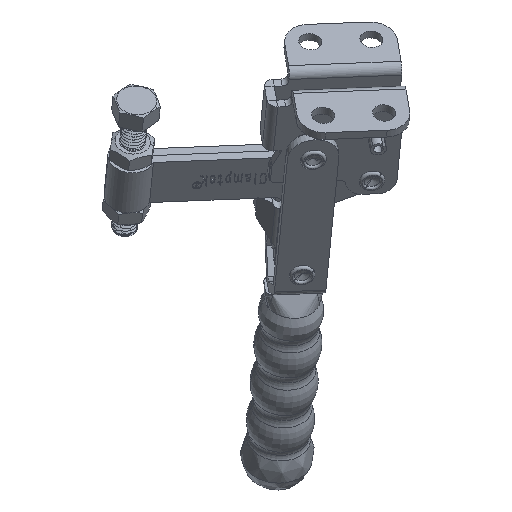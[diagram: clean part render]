
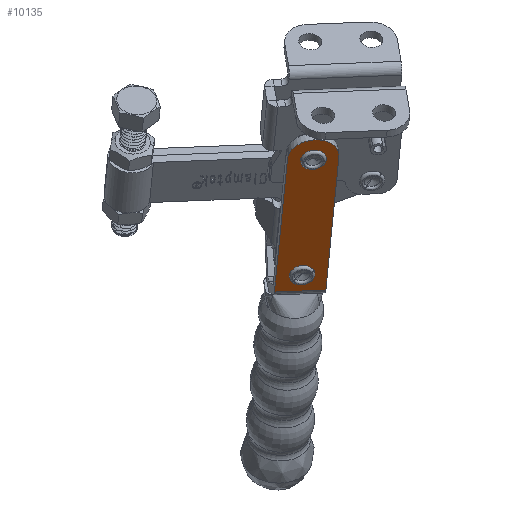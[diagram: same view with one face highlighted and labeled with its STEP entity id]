
A CAD part, front view. The second image highlights one B-rep face of the part: STEP entity #10135.
In plain terms, the highlighted face is planar.
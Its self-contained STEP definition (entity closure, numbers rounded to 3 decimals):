
#519 = CARTESIAN_POINT ( 'NONE',  ( 8., -20., 8. ) ) ;
#1483 = CIRCLE ( 'NONE', #44941, 8. ) ;
#1563 = DIRECTION ( 'NONE',  ( -1., 0., 0. ) ) ;
#1683 = EDGE_CURVE ( 'NONE', #2062, #47690, #27998, .T. ) ;
#2062 = VERTEX_POINT ( 'NONE', #33648 ) ;
#2255 = EDGE_CURVE ( 'NONE', #26797, #52333, #33273, .T. ) ;
#2771 = FACE_BOUND ( 'NONE', #15933, .T. ) ;
#2822 = DIRECTION ( 'NONE',  ( 0., 0., -1. ) ) ;
#3134 = CARTESIAN_POINT ( 'NONE',  ( 0., -20., 16. ) ) ;
#3720 = VECTOR ( 'NONE', #26733, 1000. ) ;
#4149 = AXIS2_PLACEMENT_3D ( 'NONE', #50682, #25309, #54975 ) ;
#4807 = DIRECTION ( 'NONE',  ( 0., 0., 1. ) ) ;
#6383 = ORIENTED_EDGE ( 'NONE', *, *, #39054, .F. ) ;
#6862 = PLANE ( 'NONE',  #52356 ) ;
#7070 = EDGE_LOOP ( 'NONE', ( #46108, #6383, #50510, #40189, #40197 ) ) ;
#8152 = DIRECTION ( 'NONE',  ( 0., 1., 0. ) ) ;
#8810 = VERTEX_POINT ( 'NONE', #34122 ) ;
#9760 = EDGE_CURVE ( 'NONE', #47690, #2062, #47233, .T. ) ;
#10135 = ADVANCED_FACE ( 'NONE', ( #35244, #2771, #36549 ), #6862, .F. ) ;
#10206 = CARTESIAN_POINT ( 'NONE',  ( 58.4, -20., 11.2 ) ) ;
#11370 = CARTESIAN_POINT ( 'NONE',  ( 8., -20., 4.8 ) ) ;
#12811 = CARTESIAN_POINT ( 'NONE',  ( 8., -20., 16. ) ) ;
#13289 = EDGE_LOOP ( 'NONE', ( #37776, #17604 ) ) ;
#14279 = CARTESIAN_POINT ( 'NONE',  ( 0., -20., 0. ) ) ;
#14825 = CARTESIAN_POINT ( 'NONE',  ( 58.4, -20., 8. ) ) ;
#15933 = EDGE_LOOP ( 'NONE', ( #42617, #35856 ) ) ;
#16946 = VERTEX_POINT ( 'NONE', #39456 ) ;
#17604 = ORIENTED_EDGE ( 'NONE', *, *, #2255, .T. ) ;
#18087 = VERTEX_POINT ( 'NONE', #22101 ) ;
#18511 = VECTOR ( 'NONE', #1563, 1000. ) ;
#19095 = DIRECTION ( 'NONE',  ( 0., 0., 1. ) ) ;
#20149 = EDGE_CURVE ( 'NONE', #8810, #16946, #27160, .T. ) ;
#21177 = VECTOR ( 'NONE', #32753, 1000. ) ;
#21282 = DIRECTION ( 'NONE',  ( 0., 1., 0. ) ) ;
#22101 = CARTESIAN_POINT ( 'NONE',  ( 66.1, -20., 16. ) ) ;
#25045 = CARTESIAN_POINT ( 'NONE',  ( 58.4, -20., 8. ) ) ;
#25309 = DIRECTION ( 'NONE',  ( 0., 1., 0. ) ) ;
#26733 = DIRECTION ( 'NONE',  ( 0., 0., -1. ) ) ;
#26797 = VERTEX_POINT ( 'NONE', #30764 ) ;
#27064 = EDGE_CURVE ( 'NONE', #18087, #37543, #42425, .T. ) ;
#27160 = LINE ( 'NONE', #14279, #18511 ) ;
#27998 = CIRCLE ( 'NONE', #36713, 3.2 ) ;
#28182 = DIRECTION ( 'NONE',  ( 0., 1., 0. ) ) ;
#29336 = DIRECTION ( 'NONE',  ( 0., 0., 1. ) ) ;
#30182 = DIRECTION ( 'NONE',  ( 0., 1., 0. ) ) ;
#30764 = CARTESIAN_POINT ( 'NONE',  ( 58.4, -20., 4.8 ) ) ;
#32753 = DIRECTION ( 'NONE',  ( -1., 0., 0. ) ) ;
#33273 = CIRCLE ( 'NONE', #54529, 3.2 ) ;
#33548 = CARTESIAN_POINT ( 'NONE',  ( 8., -20., 8. ) ) ;
#33648 = CARTESIAN_POINT ( 'NONE',  ( 8., -20., 11.2 ) ) ;
#34122 = CARTESIAN_POINT ( 'NONE',  ( 66.1, -20., 0. ) ) ;
#35244 = FACE_BOUND ( 'NONE', #13289, .T. ) ;
#35856 = ORIENTED_EDGE ( 'NONE', *, *, #9760, .T. ) ;
#36347 = AXIS2_PLACEMENT_3D ( 'NONE', #33548, #8152, #37802 ) ;
#36549 = FACE_OUTER_BOUND ( 'NONE', #7070, .T. ) ;
#36713 = AXIS2_PLACEMENT_3D ( 'NONE', #519, #30182, #4807 ) ;
#37543 = VERTEX_POINT ( 'NONE', #12811 ) ;
#37742 = CIRCLE ( 'NONE', #4149, 8. ) ;
#37776 = ORIENTED_EDGE ( 'NONE', *, *, #41416, .T. ) ;
#37802 = DIRECTION ( 'NONE',  ( 0., 0., 1. ) ) ;
#38440 = CARTESIAN_POINT ( 'NONE',  ( 0., -20., 8. ) ) ;
#39054 = EDGE_CURVE ( 'NONE', #18087, #8810, #48785, .T. ) ;
#39456 = CARTESIAN_POINT ( 'NONE',  ( 8., -20., 0. ) ) ;
#40189 = ORIENTED_EDGE ( 'NONE', *, *, #40254, .F. ) ;
#40197 = ORIENTED_EDGE ( 'NONE', *, *, #43946, .F. ) ;
#40254 = EDGE_CURVE ( 'NONE', #50375, #37543, #1483, .T. ) ;
#40706 = AXIS2_PLACEMENT_3D ( 'NONE', #25045, #54716, #29336 ) ;
#41416 = EDGE_CURVE ( 'NONE', #52333, #26797, #51779, .T. ) ;
#42425 = LINE ( 'NONE', #3134, #21177 ) ;
#42617 = ORIENTED_EDGE ( 'NONE', *, *, #1683, .T. ) ;
#43946 = EDGE_CURVE ( 'NONE', #16946, #50375, #37742, .T. ) ;
#44516 = DIRECTION ( 'NONE',  ( 0., 1., 0. ) ) ;
#44941 = AXIS2_PLACEMENT_3D ( 'NONE', #46688, #21282, #50945 ) ;
#46108 = ORIENTED_EDGE ( 'NONE', *, *, #20149, .F. ) ;
#46688 = CARTESIAN_POINT ( 'NONE',  ( 8., -20., 8. ) ) ;
#47233 = CIRCLE ( 'NONE', #36347, 3.2 ) ;
#47690 = VERTEX_POINT ( 'NONE', #11370 ) ;
#47857 = CARTESIAN_POINT ( 'NONE',  ( 66.1, -20., 16. ) ) ;
#48785 = LINE ( 'NONE', #47857, #3720 ) ;
#50375 = VERTEX_POINT ( 'NONE', #38440 ) ;
#50510 = ORIENTED_EDGE ( 'NONE', *, *, #27064, .T. ) ;
#50682 = CARTESIAN_POINT ( 'NONE',  ( 8., -20., 8. ) ) ;
#50945 = DIRECTION ( 'NONE',  ( 0., 0., -1. ) ) ;
#51779 = CIRCLE ( 'NONE', #40706, 3.2 ) ;
#52333 = VERTEX_POINT ( 'NONE', #10206 ) ;
#52356 = AXIS2_PLACEMENT_3D ( 'NONE', #53582, #28182, #2822 ) ;
#53582 = CARTESIAN_POINT ( 'NONE',  ( 0., -20., 16. ) ) ;
#54529 = AXIS2_PLACEMENT_3D ( 'NONE', #14825, #44516, #19095 ) ;
#54716 = DIRECTION ( 'NONE',  ( 0., 1., 0. ) ) ;
#54975 = DIRECTION ( 'NONE',  ( 0., 0., -1. ) ) ;
